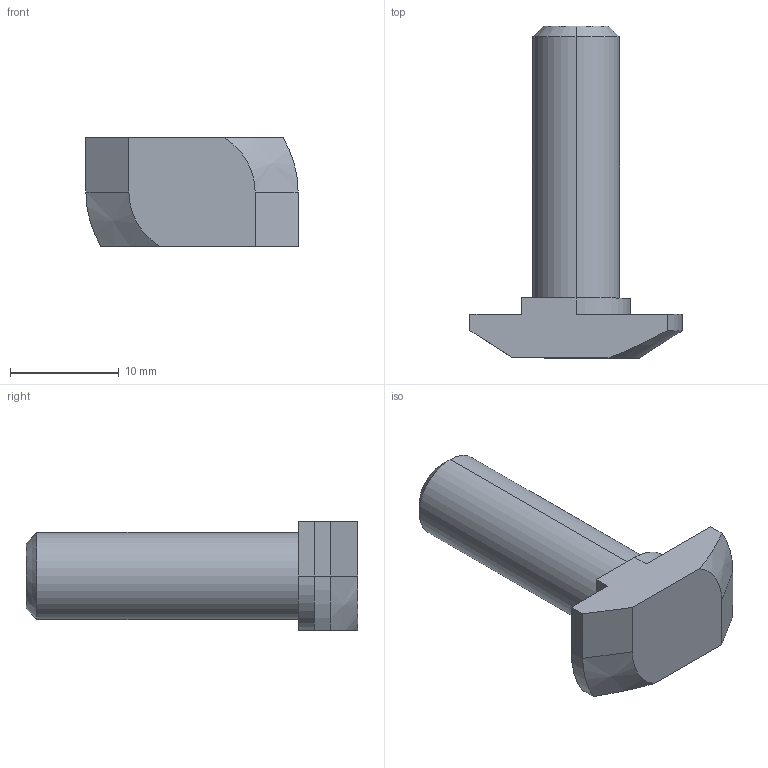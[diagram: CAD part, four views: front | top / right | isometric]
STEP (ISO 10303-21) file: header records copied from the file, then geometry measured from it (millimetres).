
FILE_DESCRIPTION (( 'STEP AP203' ), '1' );
FILE_NAME ('ALF-TB10Ì8-25.step', '2024-08-08T14:03:06', ( '' ), ( '' ), 'SwSTEP 2.0', 'SolidWorks 2022', '' );
FILE_SCHEMA (( 'CONFIG_CONTROL_DESIGN' ));
Length unit declared in the file: millimetre
Products named in the file (1): ALF-TB10М8-25
Bounding box: 19.5 x 30.5 x 10 mm (x, y, z)
Volume: 2038.7 mm3; surface area: 1215.5 mm2
Topology: 1 solids, 1 shells, 23 faces, 56 edges, 36 vertices
Faces by surface type: plane 13, cylinder 6, cone 4
Entity records: 761 total; most frequent: CARTESIAN_POINT 130, DIRECTION 118, ORIENTED_EDGE 112, EDGE_CURVE 56, AXIS2_PLACEMENT_3D 40, VECTOR 38, LINE 38, VERTEX_POINT 36
